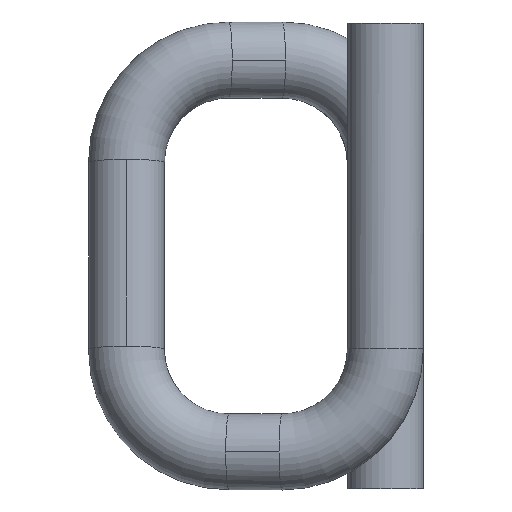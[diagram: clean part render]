
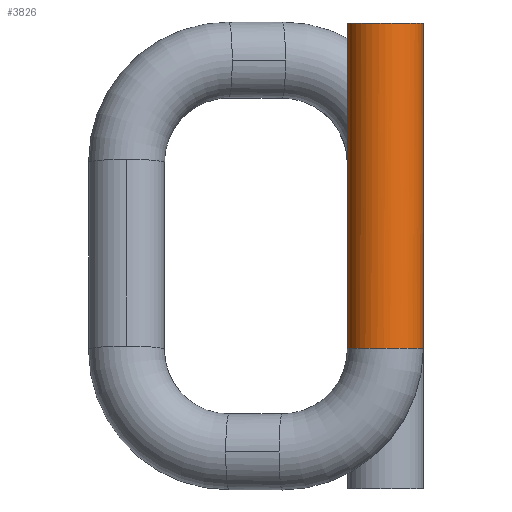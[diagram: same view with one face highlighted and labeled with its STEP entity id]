
A CAD part, left-side view. The second image highlights one B-rep face of the part: STEP entity #3826.
In plain terms, the highlighted cylindrical face has radius 0.17 mm (diameter 0.341 mm), a partial arc.
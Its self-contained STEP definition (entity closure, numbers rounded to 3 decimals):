
#146 = DIRECTION ( 'NONE',  ( 0., 0., 1. ) ) ;
#187 = DIRECTION ( 'NONE',  ( 0., 0., 1. ) ) ;
#206 = DIRECTION ( 'NONE',  ( 0., -1., 0. ) ) ;
#541 = ORIENTED_EDGE ( 'NONE', *, *, #1965, .T. ) ;
#625 = ORIENTED_EDGE ( 'NONE', *, *, #3710, .T. ) ;
#670 = CARTESIAN_POINT ( 'NONE',  ( 0., 0., -1.289 ) ) ;
#776 = VERTEX_POINT ( 'NONE', #5456 ) ;
#819 = CIRCLE ( 'NONE', #1772, 0.17 ) ;
#840 = VECTOR ( 'NONE', #5958, 1000. ) ;
#1115 = CARTESIAN_POINT ( 'NONE',  ( 0., -0.17, -1.289 ) ) ;
#1165 = CYLINDRICAL_SURFACE ( 'NONE', #5179, 0.17 ) ;
#1463 = CIRCLE ( 'NONE', #3273, 0.17 ) ;
#1645 = VERTEX_POINT ( 'NONE', #2905 ) ;
#1745 = ORIENTED_EDGE ( 'NONE', *, *, #5193, .T. ) ;
#1772 = AXIS2_PLACEMENT_3D ( 'NONE', #2927, #146, #3385 ) ;
#1965 = EDGE_CURVE ( 'NONE', #3919, #2709, #1463, .T. ) ;
#1999 = ORIENTED_EDGE ( 'NONE', *, *, #2393, .T. ) ;
#2037 = LINE ( 'NONE', #2707, #840 ) ;
#2098 = CARTESIAN_POINT ( 'NONE',  ( 0., 0., 0.165 ) ) ;
#2220 = DIRECTION ( 'NONE',  ( 0., 0., 1. ) ) ;
#2358 = AXIS2_PLACEMENT_3D ( 'NONE', #2098, #5360, #2576 ) ;
#2393 = EDGE_CURVE ( 'NONE', #776, #1645, #4280, .T. ) ;
#2576 = DIRECTION ( 'NONE',  ( 0., -1., 0. ) ) ;
#2639 = CARTESIAN_POINT ( 'NONE',  ( 0., 0., -1.289 ) ) ;
#2707 = CARTESIAN_POINT ( 'NONE',  ( 0., 0.17, -1.289 ) ) ;
#2709 = VERTEX_POINT ( 'NONE', #5362 ) ;
#2882 = EDGE_LOOP ( 'NONE', ( #3205, #541, #625, #1745, #1999 ) ) ;
#2905 = CARTESIAN_POINT ( 'NONE',  ( 0., 0.17, 0.165 ) ) ;
#2927 = CARTESIAN_POINT ( 'NONE',  ( 0., 0., -1.289 ) ) ;
#3104 = DIRECTION ( 'NONE',  ( 0., -1., 0. ) ) ;
#3205 = ORIENTED_EDGE ( 'NONE', *, *, #5240, .F. ) ;
#3273 = AXIS2_PLACEMENT_3D ( 'NONE', #2639, #5890, #3104 ) ;
#3385 = DIRECTION ( 'NONE',  ( 0., -1., 0. ) ) ;
#3700 = VECTOR ( 'NONE', #2220, 1000. ) ;
#3710 = EDGE_CURVE ( 'NONE', #2709, #4813, #819, .T. ) ;
#3826 = ADVANCED_FACE ( 'NONE', ( #5304 ), #1165, .T. ) ;
#3919 = VERTEX_POINT ( 'NONE', #4951 ) ;
#4055 = CARTESIAN_POINT ( 'NONE',  ( 0., -0.17, -1.289 ) ) ;
#4280 = CIRCLE ( 'NONE', #2358, 0.17 ) ;
#4813 = VERTEX_POINT ( 'NONE', #1115 ) ;
#4946 = LINE ( 'NONE', #4055, #3700 ) ;
#4951 = CARTESIAN_POINT ( 'NONE',  ( 0., 0.17, -1.289 ) ) ;
#5179 = AXIS2_PLACEMENT_3D ( 'NONE', #670, #187, #206 ) ;
#5193 = EDGE_CURVE ( 'NONE', #4813, #776, #4946, .T. ) ;
#5240 = EDGE_CURVE ( 'NONE', #3919, #1645, #2037, .T. ) ;
#5304 = FACE_OUTER_BOUND ( 'NONE', #2882, .T. ) ;
#5360 = DIRECTION ( 'NONE',  ( 0., 0., -1. ) ) ;
#5362 = CARTESIAN_POINT ( 'NONE',  ( -0.014, -0.17, -1.289 ) ) ;
#5456 = CARTESIAN_POINT ( 'NONE',  ( 0., -0.17, 0.165 ) ) ;
#5890 = DIRECTION ( 'NONE',  ( 0., 0., 1. ) ) ;
#5958 = DIRECTION ( 'NONE',  ( 0., 0., 1. ) ) ;
